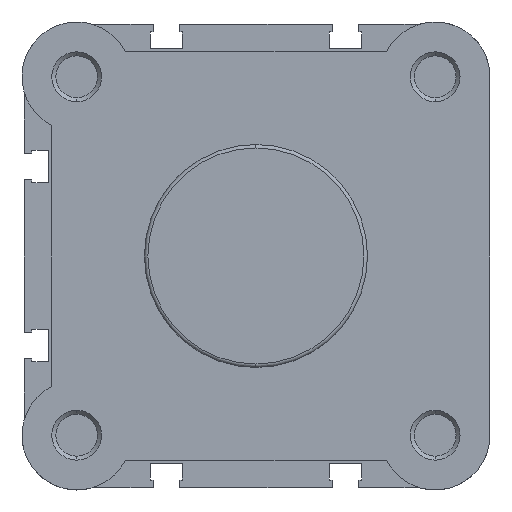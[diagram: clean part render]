
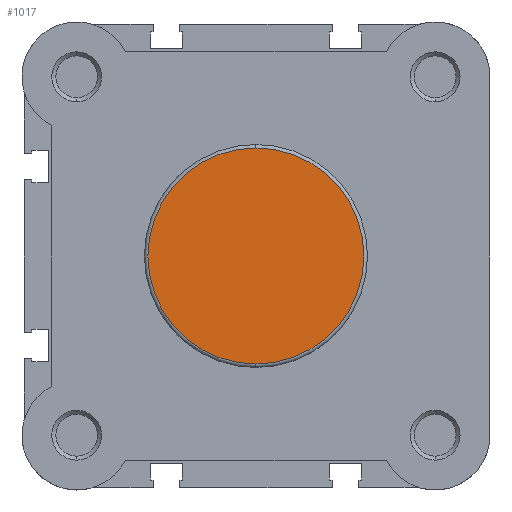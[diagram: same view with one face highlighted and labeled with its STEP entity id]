
A CAD part, left-side view. The second image highlights one B-rep face of the part: STEP entity #1017.
In plain terms, the highlighted planar face has unit normal (-1, 0, 0).
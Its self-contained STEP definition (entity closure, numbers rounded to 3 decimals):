
#126 = EDGE_CURVE ( 'NONE', #1251, #1257, #2881, .T. ) ;
#169 = EDGE_CURVE ( 'NONE', #1257, #1251, #2944, .T. ) ;
#475 = AXIS2_PLACEMENT_3D ( 'NONE', #1592, #1593, #1594 ) ;
#497 = AXIS2_PLACEMENT_3D ( 'NONE', #1684, #1702, #1703 ) ;
#706 = AXIS2_PLACEMENT_3D ( 'NONE', #4080, #4083, #4084 ) ;
#1017 = ADVANCED_FACE ( 'NONE', ( #4992 ), #4081, .F. ) ;
#1251 = VERTEX_POINT ( 'NONE', #4684 ) ;
#1257 = VERTEX_POINT ( 'NONE', #4690 ) ;
#1592 = CARTESIAN_POINT ( 'NONE',  ( 0., 0., 0. ) ) ;
#1593 = DIRECTION ( 'NONE',  ( -1., 0., 0. ) ) ;
#1594 = DIRECTION ( 'NONE',  ( 0., 0., -1. ) ) ;
#1684 = CARTESIAN_POINT ( 'NONE',  ( 0., 0., 0. ) ) ;
#1702 = DIRECTION ( 'NONE',  ( -1., 0., 0. ) ) ;
#1703 = DIRECTION ( 'NONE',  ( 0., 0., -1. ) ) ;
#2715 = EDGE_LOOP ( 'NONE', ( #6110, #6160 ) ) ;
#2881 = CIRCLE ( 'NONE', #475, 21.7 ) ;
#2944 = CIRCLE ( 'NONE', #497, 21.7 ) ;
#4080 = CARTESIAN_POINT ( 'NONE',  ( 0., 22.4, 0. ) ) ;
#4081 = PLANE ( 'NONE',  #706 ) ;
#4083 = DIRECTION ( 'NONE',  ( 1., 0., 0. ) ) ;
#4084 = DIRECTION ( 'NONE',  ( 0., 0., -1. ) ) ;
#4684 = CARTESIAN_POINT ( 'NONE',  ( 0., 0., 21.7 ) ) ;
#4690 = CARTESIAN_POINT ( 'NONE',  ( 0., 0., -21.7 ) ) ;
#4992 = FACE_OUTER_BOUND ( 'NONE', #2715, .T. ) ;
#6110 = ORIENTED_EDGE ( 'NONE', *, *, #169, .T. ) ;
#6160 = ORIENTED_EDGE ( 'NONE', *, *, #126, .T. ) ;
